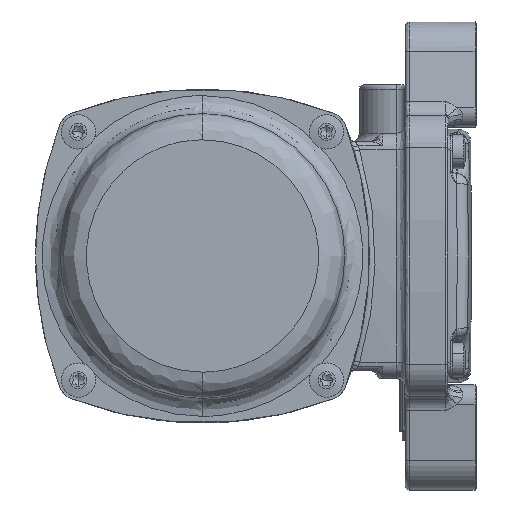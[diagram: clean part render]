
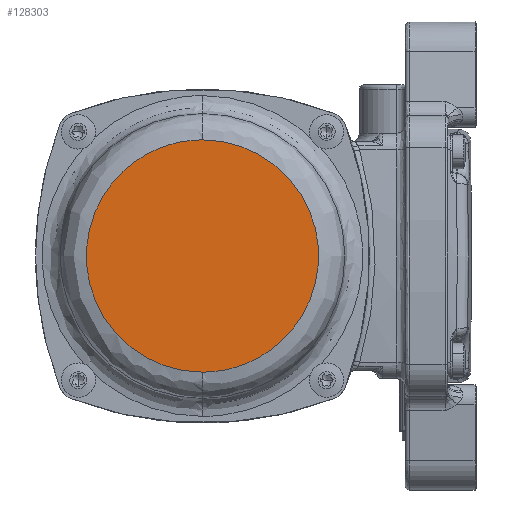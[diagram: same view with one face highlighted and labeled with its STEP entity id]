
A CAD part, left-side view. The second image highlights one B-rep face of the part: STEP entity #128303.
In plain terms, the highlighted planar face has unit normal (-1, 0, 0).
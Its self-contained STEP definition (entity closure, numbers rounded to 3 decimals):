
#8304 = VERTEX_POINT ( 'NONE', #106518 ) ;
#17457 = CARTESIAN_POINT ( 'NONE',  ( -120.5, 96., -40.7 ) ) ;
#23489 = CARTESIAN_POINT ( 'NONE',  ( -120.5, 96., -40.7 ) ) ;
#39555 = ORIENTED_EDGE ( 'NONE', *, *, #133379, .F. ) ;
#46724 = CARTESIAN_POINT ( 'NONE',  ( -120.5, 14.6, -40.7 ) ) ;
#52551 = CARTESIAN_POINT ( 'NONE',  ( -120.5, 177.4, 40.7 ) ) ;
#74755 = CARTESIAN_POINT ( 'NONE',  ( -120.5, 96., 40.7 ) ) ;
#76732 = VERTEX_POINT ( 'NONE', #86814 ) ;
#78745 = CARTESIAN_POINT ( 'NONE',  ( -120.5, 96., -40.7 ) ) ;
#86814 = CARTESIAN_POINT ( 'NONE',  ( -120.5, 96., 40.7 ) ) ;
#88803 =( BOUNDED_CURVE ( )  B_SPLINE_CURVE ( 3, ( #93710, #153134, #46724, #23489 ),
 .UNSPECIFIED., .F., .F. ) 
 B_SPLINE_CURVE_WITH_KNOTS ( ( 4, 4 ),
 ( 0., 1. ),
 .UNSPECIFIED. ) 
 CURVE ( )  GEOMETRIC_REPRESENTATION_ITEM ( )  RATIONAL_B_SPLINE_CURVE ( ( 1., 0.333, 0.333, 1. ) ) 
 REPRESENTATION_ITEM ( '' )  );
#93710 = CARTESIAN_POINT ( 'NONE',  ( -120.5, 96., 40.7 ) ) ;
#101374 = EDGE_CURVE ( 'NONE', #76732, #8304, #88803, .T. ) ;
#102508 = ORIENTED_EDGE ( 'NONE', *, *, #101374, .F. ) ;
#104548 = FACE_OUTER_BOUND ( 'NONE', #116292, .T. ) ;
#106518 = CARTESIAN_POINT ( 'NONE',  ( -120.5, 96., -40.7 ) ) ;
#110191 = AXIS2_PLACEMENT_3D ( 'NONE', #78745, #114494, #113971 ) ;
#113462 = PLANE ( 'NONE',  #110191 ) ;
#113971 = DIRECTION ( 'NONE',  ( 0., 0., -1. ) ) ;
#114494 = DIRECTION ( 'NONE',  ( 1., 0., 0. ) ) ;
#116292 = EDGE_LOOP ( 'NONE', ( #102508, #39555 ) ) ;
#123402 = CARTESIAN_POINT ( 'NONE',  ( -120.5, 177.4, -40.7 ) ) ;
#124203 =( BOUNDED_CURVE ( )  B_SPLINE_CURVE ( 3, ( #17457, #123402, #52551, #74755 ),
 .UNSPECIFIED., .F., .T. ) 
 B_SPLINE_CURVE_WITH_KNOTS ( ( 4, 4 ),
 ( 0., 1. ),
 .UNSPECIFIED. ) 
 CURVE ( )  GEOMETRIC_REPRESENTATION_ITEM ( )  RATIONAL_B_SPLINE_CURVE ( ( 1., 0.333, 0.333, 1. ) ) 
 REPRESENTATION_ITEM ( '' )  );
#128303 = ADVANCED_FACE ( 'NONE', ( #104548 ), #113462, .F. ) ;
#133379 = EDGE_CURVE ( 'NONE', #8304, #76732, #124203, .T. ) ;
#153134 = CARTESIAN_POINT ( 'NONE',  ( -120.5, 14.6, 40.7 ) ) ;
